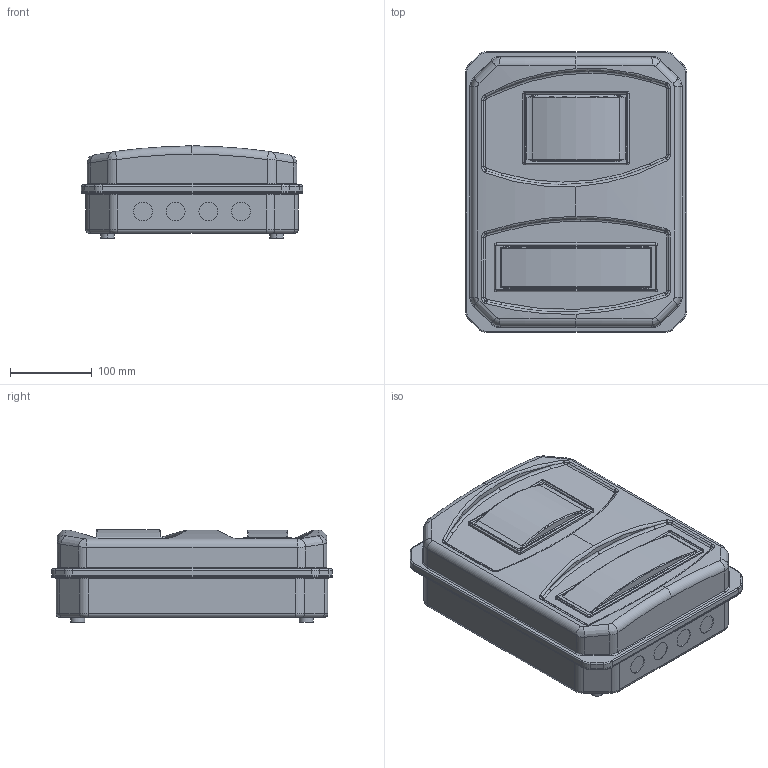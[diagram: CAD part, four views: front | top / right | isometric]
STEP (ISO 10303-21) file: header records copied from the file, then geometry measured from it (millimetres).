
FILE_DESCRIPTION (( 'STEP AP214' ), '1' );
FILE_NAME ('MSP310-3-55 Êîðïóñ ïëàñòèêîâûé ÙÓÐí-Ï 3_10 IP55.STEP', '2016-10-21T06:38:37', ( '' ), ( '' ), 'SwSTEP 2.0', 'SolidWorks 2014', '' );
FILE_SCHEMA (( 'AUTOMOTIVE_DESIGN' ));
Length unit declared in the file: millimetre
Products named in the file (1): MSP310-3-55 Êîðïóñ ïëàñòèêîâûé ÙÓÐí-Ï 3_10 IP55
Bounding box: 271 x 344 x 113.6 mm (x, y, z)
Volume: 853037.1 mm3; surface area: 664244.5 mm2
Topology: 3 solids, 3 shells, 712 faces, 1687 edges, 1038 vertices
Faces by surface type: cylinder 293, plane 195, bspline 132, torus 92
Entity records: 25101 total; most frequent: CARTESIAN_POINT 9034, DIRECTION 3395, ORIENTED_EDGE 3358, EDGE_CURVE 1679, AXIS2_PLACEMENT_3D 1379, VERTEX_POINT 1038, CIRCLE 798, EDGE_LOOP 781
